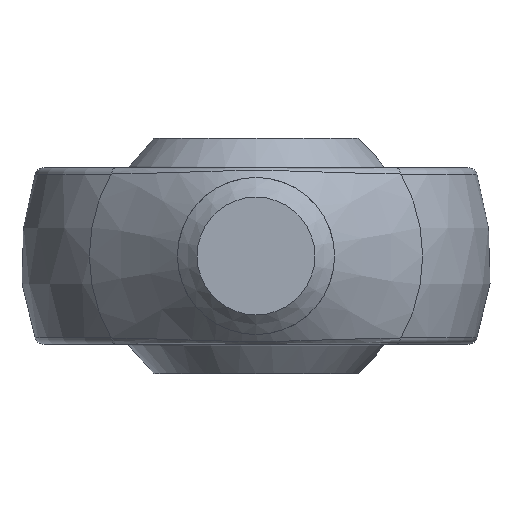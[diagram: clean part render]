
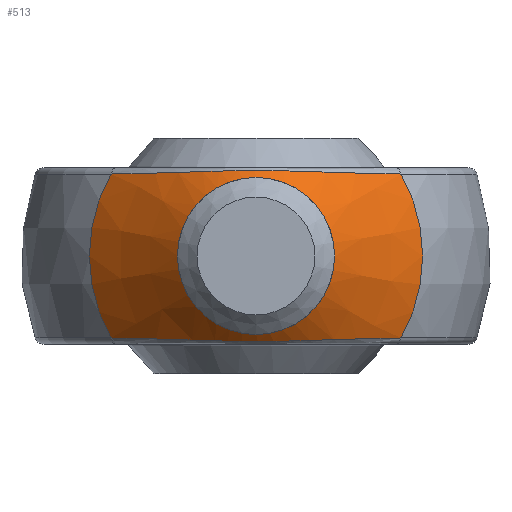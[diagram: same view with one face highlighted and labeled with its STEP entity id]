
A CAD part, front view. The second image highlights one B-rep face of the part: STEP entity #513.
In plain terms, the highlighted conical face has half-angle 45 degrees and reference radius 4 mm.
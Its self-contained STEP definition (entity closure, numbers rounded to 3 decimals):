
#11 = B_SPLINE_CURVE_WITH_KNOTS ( 'NONE', 3,
 ( #328, #591, #855, #194, #338, #407, #324, #396, #263, #664, #62, #602, #719, #394, #147, #546, #430, #740, #284, #425, #211, #16, #483, #87 ),
 .UNSPECIFIED., .F., .F.,
 ( 4, 2, 2, 2, 2, 2, 2, 2, 2, 2, 2, 4 ),
 ( 0., 0.002, 0.004, 0.006, 0.008, 0.009, 0.009, 0.01, 0.011, 0.013, 0.015, 0.017 ),
 .UNSPECIFIED. ) ;
#16 = CARTESIAN_POINT ( 'NONE',  ( 6.292, -9.416, -4.196 ) ) ;
#18 = ORIENTED_EDGE ( 'NONE', *, *, #708, .F. ) ;
#20 = CARTESIAN_POINT ( 'NONE',  ( 0., -8.485, 0. ) ) ;
#36 = ORIENTED_EDGE ( 'NONE', *, *, #514, .T. ) ;
#54 = CARTESIAN_POINT ( 'NONE',  ( 7.388, -8.485, 4.174 ) ) ;
#62 = CARTESIAN_POINT ( 'NONE',  ( -0.359, -12.617, -4.354 ) ) ;
#64 = CARTESIAN_POINT ( 'NONE',  ( -5.164, -10.308, 4.223 ) ) ;
#70 = DIRECTION ( 'NONE',  ( 0., 0., -1. ) ) ;
#83 = AXIS2_PLACEMENT_3D ( 'NONE', #572, #378, #826 ) ;
#85 = CARTESIAN_POINT ( 'NONE',  ( -2.78, -11.888, 4.298 ) ) ;
#87 = CARTESIAN_POINT ( 'NONE',  ( 7.388, -8.485, -4.174 ) ) ;
#117 = CARTESIAN_POINT ( 'NONE',  ( 0.716, -12.576, 4.35 ) ) ;
#131 = CARTESIAN_POINT ( 'NONE',  ( -4.589, -10.739, 4.239 ) ) ;
#143 = CARTESIAN_POINT ( 'NONE',  ( -7.388, -8.485, 4.174 ) ) ;
#144 = CARTESIAN_POINT ( 'NONE',  ( -0.369, -12.606, 4.353 ) ) ;
#147 = CARTESIAN_POINT ( 'NONE',  ( 0.904, -12.534, -4.346 ) ) ;
#163 = ORIENTED_EDGE ( 'NONE', *, *, #704, .T. ) ;
#178 = B_SPLINE_CURVE_WITH_KNOTS ( 'NONE', 3,
 ( #54, #589, #182, #321, #583, #786, #458, #399, #780, #117, #657, #195, #144, #554, #686, #793, #674, #85, #488, #131, #64, #278, #274, #549 ),
 .UNSPECIFIED., .F., .F.,
 ( 4, 2, 2, 2, 2, 2, 2, 2, 2, 2, 2, 4 ),
 ( 0., 0.002, 0.004, 0.006, 0.008, 0.009, 0.009, 0.01, 0.011, 0.013, 0.015, 0.017 ),
 .UNSPECIFIED. ) ;
#182 = CARTESIAN_POINT ( 'NONE',  ( 6.29, -9.418, 4.196 ) ) ;
#194 = CARTESIAN_POINT ( 'NONE',  ( -5.161, -10.311, -4.223 ) ) ;
#195 = CARTESIAN_POINT ( 'NONE',  ( -0.186, -12.617, 4.354 ) ) ;
#211 = CARTESIAN_POINT ( 'NONE',  ( 5.164, -10.308, -4.223 ) ) ;
#244 = AXIS2_PLACEMENT_3D ( 'NONE', #20, #606, #70 ) ;
#246 = EDGE_CURVE ( 'NONE', #334, #345, #11, .T. ) ;
#263 = CARTESIAN_POINT ( 'NONE',  ( -1.418, -12.421, -4.337 ) ) ;
#271 = VERTEX_POINT ( 'NONE', #143 ) ;
#274 = CARTESIAN_POINT ( 'NONE',  ( -6.843, -8.955, 4.184 ) ) ;
#278 = CARTESIAN_POINT ( 'NONE',  ( -6.292, -9.416, 4.196 ) ) ;
#280 = EDGE_CURVE ( 'NONE', #271, #334, #586, .T. ) ;
#284 = CARTESIAN_POINT ( 'NONE',  ( 3.397, -11.528, -4.276 ) ) ;
#285 = CIRCLE ( 'NONE', #310, 4. ) ;
#289 = CARTESIAN_POINT ( 'NONE',  ( 7.388, -8.485, -4.174 ) ) ;
#297 = EDGE_LOOP ( 'NONE', ( #496, #748, #36, #163 ) ) ;
#299 = FACE_BOUND ( 'NONE', #742, .T. ) ;
#310 = AXIS2_PLACEMENT_3D ( 'NONE', #339, #750, #806 ) ;
#321 = CARTESIAN_POINT ( 'NONE',  ( 5.161, -10.311, 4.223 ) ) ;
#324 = CARTESIAN_POINT ( 'NONE',  ( -2.766, -11.895, -4.298 ) ) ;
#328 = CARTESIAN_POINT ( 'NONE',  ( -7.388, -8.485, -4.174 ) ) ;
#334 = VERTEX_POINT ( 'NONE', #809 ) ;
#338 = CARTESIAN_POINT ( 'NONE',  ( -4.582, -10.744, -4.24 ) ) ;
#339 = CARTESIAN_POINT ( 'NONE',  ( 0., -12.971, 0. ) ) ;
#345 = VERTEX_POINT ( 'NONE', #289 ) ;
#371 = FACE_OUTER_BOUND ( 'NONE', #297, .T. ) ;
#375 = CIRCLE ( 'NONE', #578, 8.485 ) ;
#378 = DIRECTION ( 'NONE',  ( 0., 1., 0. ) ) ;
#380 = VERTEX_POINT ( 'NONE', #638 ) ;
#391 = CARTESIAN_POINT ( 'NONE',  ( 7.388, -8.485, 4.174 ) ) ;
#394 = CARTESIAN_POINT ( 'NONE',  ( 0.727, -12.565, -4.349 ) ) ;
#396 = CARTESIAN_POINT ( 'NONE',  ( -1.766, -12.306, -4.328 ) ) ;
#399 = CARTESIAN_POINT ( 'NONE',  ( 1.766, -12.306, 4.328 ) ) ;
#400 = DIRECTION ( 'NONE',  ( 0., -1., 0. ) ) ;
#407 = CARTESIAN_POINT ( 'NONE',  ( -3.385, -11.535, -4.277 ) ) ;
#425 = CARTESIAN_POINT ( 'NONE',  ( 4.589, -10.739, -4.239 ) ) ;
#430 = CARTESIAN_POINT ( 'NONE',  ( 1.776, -12.303, -4.327 ) ) ;
#458 = CARTESIAN_POINT ( 'NONE',  ( 2.766, -11.895, 4.298 ) ) ;
#483 = CARTESIAN_POINT ( 'NONE',  ( 6.843, -8.955, -4.184 ) ) ;
#488 = CARTESIAN_POINT ( 'NONE',  ( -3.397, -11.528, 4.276 ) ) ;
#496 = ORIENTED_EDGE ( 'NONE', *, *, #280, .T. ) ;
#513 = ADVANCED_FACE ( 'NONE', ( #371, #299 ), #646, .T. ) ;
#514 = EDGE_CURVE ( 'NONE', #345, #630, #375, .T. ) ;
#546 = CARTESIAN_POINT ( 'NONE',  ( 1.43, -12.417, -4.337 ) ) ;
#549 = CARTESIAN_POINT ( 'NONE',  ( -7.388, -8.485, 4.174 ) ) ;
#554 = CARTESIAN_POINT ( 'NONE',  ( -0.727, -12.565, 4.349 ) ) ;
#572 = CARTESIAN_POINT ( 'NONE',  ( 0., -12.971, 0. ) ) ;
#578 = AXIS2_PLACEMENT_3D ( 'NONE', #832, #400, #592 ) ;
#583 = CARTESIAN_POINT ( 'NONE',  ( 4.582, -10.744, 4.24 ) ) ;
#586 = CIRCLE ( 'NONE', #244, 8.485 ) ;
#589 = CARTESIAN_POINT ( 'NONE',  ( 6.842, -8.955, 4.184 ) ) ;
#591 = CARTESIAN_POINT ( 'NONE',  ( -6.842, -8.955, -4.184 ) ) ;
#592 = DIRECTION ( 'NONE',  ( 0., 0., -1. ) ) ;
#602 = CARTESIAN_POINT ( 'NONE',  ( 0.186, -12.617, -4.354 ) ) ;
#606 = DIRECTION ( 'NONE',  ( 0., -1., 0. ) ) ;
#630 = VERTEX_POINT ( 'NONE', #391 ) ;
#638 = CARTESIAN_POINT ( 'NONE',  ( 0., -12.971, -4. ) ) ;
#646 = CONICAL_SURFACE ( 'NONE', #83, 4., 0.785 ) ;
#657 = CARTESIAN_POINT ( 'NONE',  ( 0.359, -12.617, 4.354 ) ) ;
#664 = CARTESIAN_POINT ( 'NONE',  ( -0.716, -12.576, -4.35 ) ) ;
#674 = CARTESIAN_POINT ( 'NONE',  ( -1.776, -12.303, 4.327 ) ) ;
#686 = CARTESIAN_POINT ( 'NONE',  ( -0.904, -12.534, 4.346 ) ) ;
#704 = EDGE_CURVE ( 'NONE', #630, #271, #178, .T. ) ;
#708 = EDGE_CURVE ( 'NONE', #380, #380, #285, .T. ) ;
#719 = CARTESIAN_POINT ( 'NONE',  ( 0.369, -12.606, -4.353 ) ) ;
#740 = CARTESIAN_POINT ( 'NONE',  ( 2.78, -11.888, -4.298 ) ) ;
#742 = EDGE_LOOP ( 'NONE', ( #18 ) ) ;
#748 = ORIENTED_EDGE ( 'NONE', *, *, #246, .T. ) ;
#750 = DIRECTION ( 'NONE',  ( 0., -1., 0. ) ) ;
#780 = CARTESIAN_POINT ( 'NONE',  ( 1.418, -12.421, 4.337 ) ) ;
#786 = CARTESIAN_POINT ( 'NONE',  ( 3.385, -11.535, 4.277 ) ) ;
#793 = CARTESIAN_POINT ( 'NONE',  ( -1.43, -12.417, 4.337 ) ) ;
#806 = DIRECTION ( 'NONE',  ( 0., 0., -1. ) ) ;
#809 = CARTESIAN_POINT ( 'NONE',  ( -7.388, -8.485, -4.174 ) ) ;
#826 = DIRECTION ( 'NONE',  ( 0., 0., 1. ) ) ;
#832 = CARTESIAN_POINT ( 'NONE',  ( 0., -8.485, 0. ) ) ;
#855 = CARTESIAN_POINT ( 'NONE',  ( -6.29, -9.418, -4.196 ) ) ;
